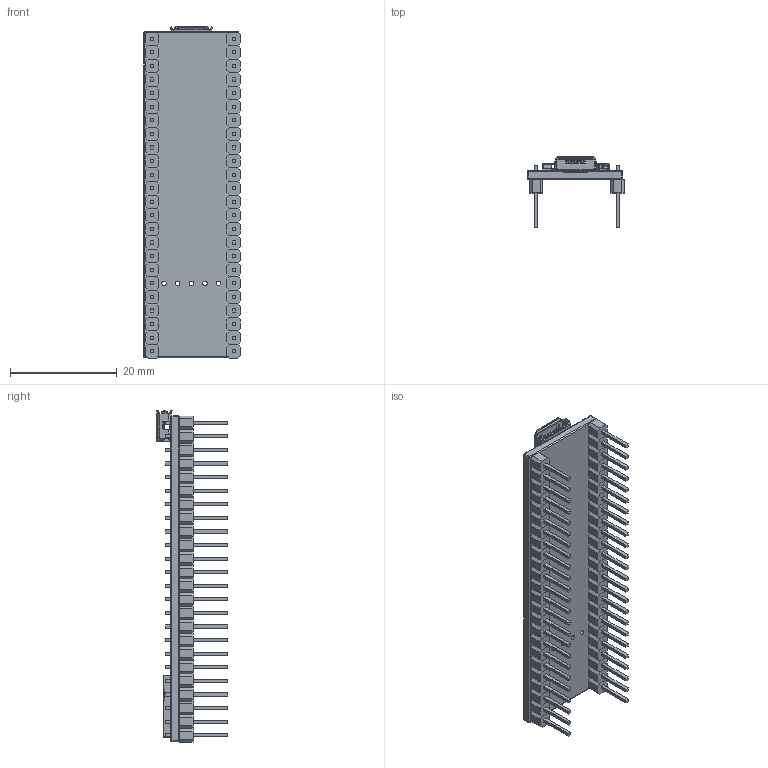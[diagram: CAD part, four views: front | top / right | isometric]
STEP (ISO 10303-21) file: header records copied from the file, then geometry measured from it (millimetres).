
FILE_DESCRIPTION(/* description */ ('Teensy3.6 Board','CAx-IF Rec.Pracs.---Representation and Presentation of Product Manufacturing Information (PMI)---3.8---2014-02-18'),/* implementation_level */ '2;1');
FILE_NAME(/* name */ 'Teensy3.6withheaders.stp',/* time_stamp */ '2017-03-31T16:11:59+02:00',/* author */ ('BasicAirData'),/* organization */ (''),/* preprocessor_version */ 'ST-DEVELOPER v16.1',/* originating_system */ 'Autodesk Inventor 2016',/* authorisation */ '');
FILE_SCHEMA (('AP242_MANAGED_MODEL_BASED_3D_ENGINEERING_MIM_LF { 1 0 10303 442 1 1 4 }'));
Length unit declared in the file: millimetre
Products named in the file (8): Teensyboard; Straight Header Pin; Pin Stopper 0.6mm; Single Header Pin; 24 Pin Straight Header; 5031821852MICROSDADAPTER; MiniUSB; Teensy3.6withheaders
Assembly tree (31 placements, depth 4):
  Teensy3.6withheaders
    Teensyboard
    MiniUSB
    24 Pin Straight Header  x2
      Single Header Pin
        Straight Header Pin
        Pin Stopper 0.6mm
    5031821852MICROSDADAPTER
Bounding box: 18.12 x 13.31 x 62.08 mm (x, y, z)
Volume: 2617.2 mm3; surface area: 6674.9 mm2
Topology: 98 solids, 104 shells, 2122 faces, 5649 edges, 3724 vertices
Faces by surface type: plane 1752, cylinder 326, bspline 24, cone 12, sphere 8
Full cylindrical faces by diameter (mm): 0.85 x53
Entity records: 39383 total; most frequent: CARTESIAN_POINT 7665, ORIENTED_EDGE 6572, DIRECTION 6375, EDGE_CURVE 3340, LINE 2619, VECTOR 2619, VERTEX_POINT 2220, AXIS2_PLACEMENT_3D 1878
